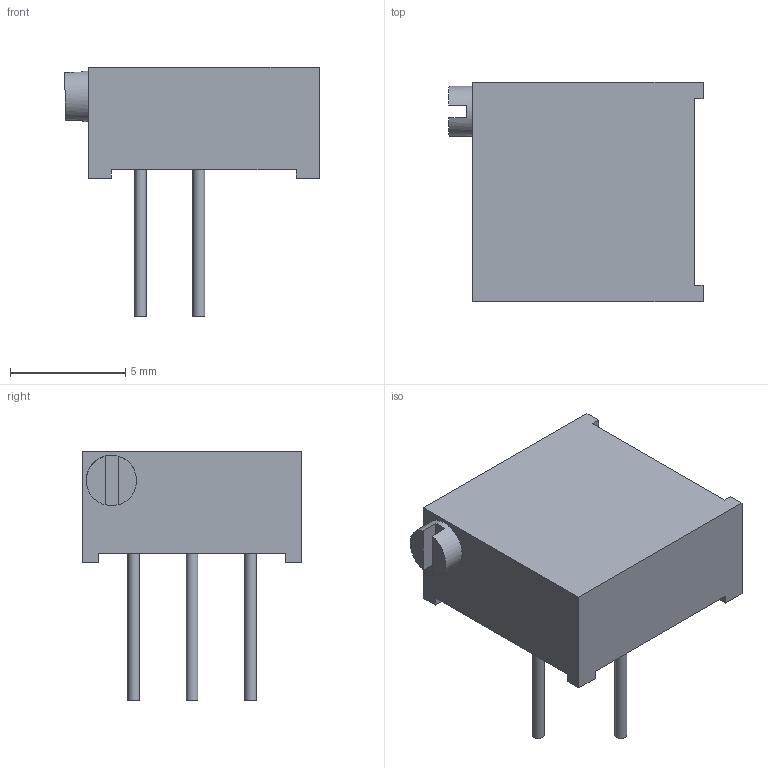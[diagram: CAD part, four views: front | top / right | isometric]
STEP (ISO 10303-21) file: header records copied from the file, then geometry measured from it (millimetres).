
FILE_DESCRIPTION(('FreeCAD Model'),'2;1');
FILE_NAME('Potentiometer_Bourns_3296P_Horizontal.step','2019-01-13T01:36:56',('kicad StepUp'),('ksu MCAD'), 'Open CASCADE STEP processor 7.3','FreeCAD','Unknown');
FILE_SCHEMA(('AUTOMOTIVE_DESIGN { 1 0 10303 214 1 1 1 1 }'));
Length unit declared in the file: millimetre
Products named in the file (1): Potentiometer_Bourns_3296P_Horizontal
Bounding box: 11.06 x 9.53 x 10.85 mm (x, y, z)
Volume: 419.5 mm3; surface area: 409.6 mm2
Topology: 1 solids, 1 shells, 33 faces, 81 edges, 54 vertices
Faces by surface type: plane 29, cylinder 4
Full cylindrical faces by diameter (mm): 0.51 x3, 2.19 x1
Entity records: 687 total; most frequent: ORIENTED_EDGE 124, CARTESIAN_POINT 93, EDGE_CURVE 81, LINE 67, VERTEX_POINT 54, FACE_BOUND 37, EDGE_LOOP 37, AXIS2_PLACEMENT_3D 34
